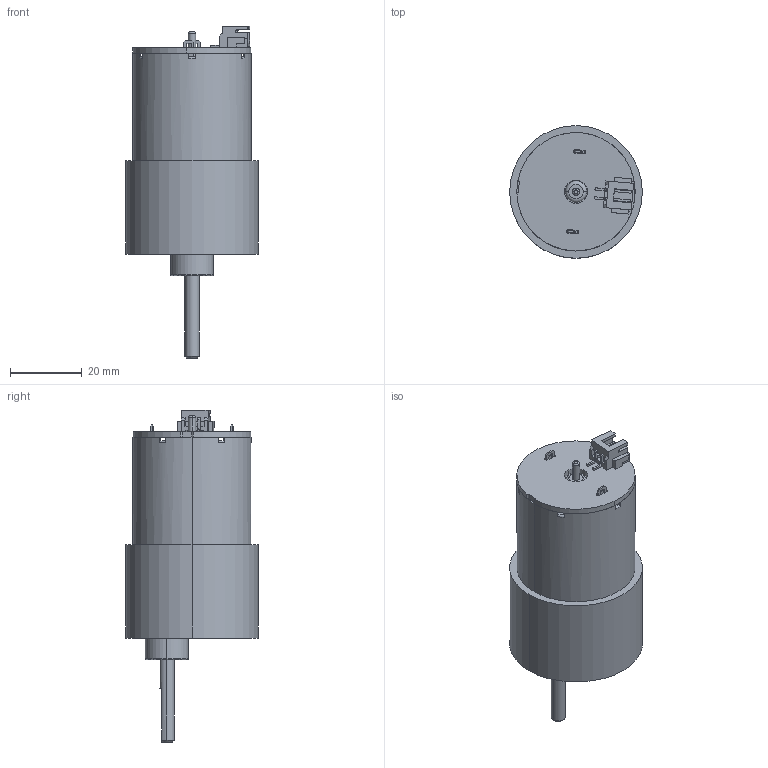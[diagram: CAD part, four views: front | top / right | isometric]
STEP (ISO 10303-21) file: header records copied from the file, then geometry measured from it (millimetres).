
FILE_DESCRIPTION (( 'STEP AP214' ), '1' );
FILE_NAME ('37mm DC Motor µç»ú.step', '2016-10-28T07:03:23', ( 'dell' ), ( '' ), 'SwSTEP 2.0', 'SolidWorks 2013', '' );
FILE_SCHEMA (( 'AUTOMOTIVE_DESIGN' ));
Length unit declared in the file: millimetre
Products named in the file (1): 37mm DC Motor 萇儂
Bounding box: 37 x 37 x 92.6 mm (x, y, z)
Volume: 54449.6 mm3; surface area: 11960.5 mm2
Topology: 3 solids, 3 shells, 294 faces, 767 edges, 489 vertices
Faces by surface type: plane 195, cylinder 72, cone 15, torus 12
Entity records: 12218 total; most frequent: CARTESIAN_POINT 1613, DIRECTION 1522, ORIENTED_EDGE 1510, EDGE_CURVE 755, LINE 550, VECTOR 550, VERTEX_POINT 489, AXIS2_PLACEMENT_3D 486
